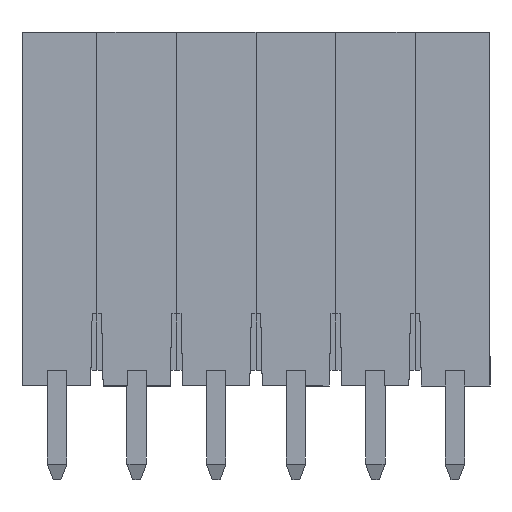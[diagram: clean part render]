
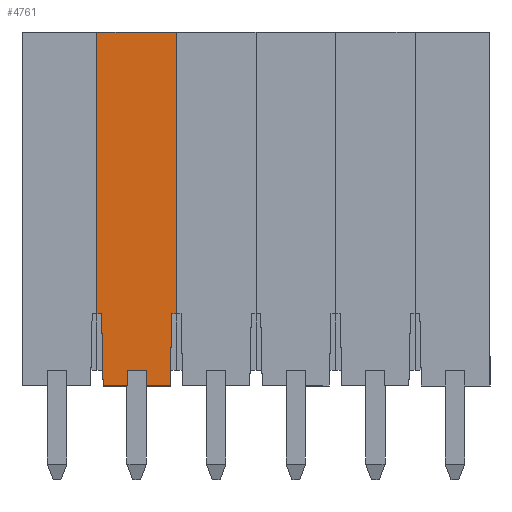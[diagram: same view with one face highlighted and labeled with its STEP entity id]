
A CAD part, front view. The second image highlights one B-rep face of the part: STEP entity #4761.
In plain terms, the highlighted face is planar.
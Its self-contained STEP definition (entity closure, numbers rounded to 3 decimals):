
#721=ORIENTED_EDGE('',*,*,#1357,.F.);
#722=ORIENTED_EDGE('',*,*,#1368,.T.);
#723=ORIENTED_EDGE('',*,*,#1369,.F.);
#724=ORIENTED_EDGE('',*,*,#1370,.F.);
#725=ORIENTED_EDGE('',*,*,#1371,.T.);
#726=ORIENTED_EDGE('',*,*,#1372,.F.);
#727=ORIENTED_EDGE('',*,*,#1373,.F.);
#728=ORIENTED_EDGE('',*,*,#1374,.F.);
#729=ORIENTED_EDGE('',*,*,#1375,.T.);
#730=ORIENTED_EDGE('',*,*,#1376,.F.);
#731=ORIENTED_EDGE('',*,*,#1377,.F.);
#732=ORIENTED_EDGE('',*,*,#1378,.F.);
#1357=EDGE_CURVE('',#1727,#1728,#2151,.T.);
#1368=EDGE_CURVE('',#1727,#1737,#2162,.T.);
#1369=EDGE_CURVE('',#1738,#1737,#2163,.T.);
#1370=EDGE_CURVE('',#1739,#1738,#2164,.T.);
#1371=EDGE_CURVE('',#1739,#1740,#2165,.T.);
#1372=EDGE_CURVE('',#1741,#1740,#2166,.T.);
#1373=EDGE_CURVE('',#1742,#1741,#2167,.T.);
#1374=EDGE_CURVE('',#1743,#1742,#2168,.T.);
#1375=EDGE_CURVE('',#1743,#1744,#2169,.T.);
#1376=EDGE_CURVE('',#1745,#1744,#2170,.T.);
#1377=EDGE_CURVE('',#1746,#1745,#2171,.T.);
#1378=EDGE_CURVE('',#1728,#1746,#2172,.T.);
#1727=VERTEX_POINT('',#6572);
#1728=VERTEX_POINT('',#6574);
#1737=VERTEX_POINT('',#6596);
#1738=VERTEX_POINT('',#6598);
#1739=VERTEX_POINT('',#6600);
#1740=VERTEX_POINT('',#6602);
#1741=VERTEX_POINT('',#6604);
#1742=VERTEX_POINT('',#6606);
#1743=VERTEX_POINT('',#6608);
#1744=VERTEX_POINT('',#6610);
#1745=VERTEX_POINT('',#6612);
#1746=VERTEX_POINT('',#6614);
#2151=LINE('',#6573,#2630);
#2162=LINE('',#6595,#2641);
#2163=LINE('',#6597,#2642);
#2164=LINE('',#6599,#2643);
#2165=LINE('',#6601,#2644);
#2166=LINE('',#6603,#2645);
#2167=LINE('',#6605,#2646);
#2168=LINE('',#6607,#2647);
#2169=LINE('',#6609,#2648);
#2170=LINE('',#6611,#2649);
#2171=LINE('',#6613,#2650);
#2172=LINE('',#6615,#2651);
#2630=VECTOR('',#5618,1000.);
#2641=VECTOR('',#5633,1000.);
#2642=VECTOR('',#5634,1000.);
#2643=VECTOR('',#5635,1000.);
#2644=VECTOR('',#5636,1000.);
#2645=VECTOR('',#5637,1000.);
#2646=VECTOR('',#5638,1000.);
#2647=VECTOR('',#5639,1000.);
#2648=VECTOR('',#5640,1000.);
#2649=VECTOR('',#5641,1000.);
#2650=VECTOR('',#5642,1000.);
#2651=VECTOR('',#5643,1000.);
#2915=EDGE_LOOP('',(#721,#722,#723,#724,#725,#726,#727,#728,#729,#730,#731,
#732));
#3105=FACE_BOUND('',#2915,.T.);
#3289=PLANE('',#4966);
#4761=ADVANCED_FACE('',(#3105),#3289,.T.);
#4966=AXIS2_PLACEMENT_3D('',#6594,#5631,#5632);
#5618=DIRECTION('',(-1.,0.,0.));
#5631=DIRECTION('',(0.,1.,0.));
#5632=DIRECTION('',(1.,0.,0.));
#5633=DIRECTION('',(0.,0.,-1.));
#5634=DIRECTION('',(1.,0.,0.));
#5635=DIRECTION('',(0.022,0.,1.));
#5636=DIRECTION('',(-1.,0.,0.));
#5637=DIRECTION('',(0.,0.,-1.));
#5638=DIRECTION('',(1.,0.,0.));
#5639=DIRECTION('',(0.,0.,1.));
#5640=DIRECTION('',(-1.,0.,0.));
#5641=DIRECTION('',(0.022,0.,-1.));
#5642=DIRECTION('',(1.,0.,0.));
#5643=DIRECTION('',(0.,0.,-1.));
#6572=CARTESIAN_POINT('',(25.95,5.,11.3));
#6573=CARTESIAN_POINT('',(30.88,5.,11.3));
#6574=CARTESIAN_POINT('',(23.41,5.,11.3));
#6594=CARTESIAN_POINT('',(21.02,5.,0.));
#6595=CARTESIAN_POINT('',(25.95,5.,11.3));
#6596=CARTESIAN_POINT('',(25.95,5.,2.3));
#6597=CARTESIAN_POINT('',(21.02,5.,2.3));
#6598=CARTESIAN_POINT('',(25.8,5.,2.3));
#6599=CARTESIAN_POINT('',(25.75,5.,0.));
#6600=CARTESIAN_POINT('',(25.75,5.,0.));
#6601=CARTESIAN_POINT('',(30.88,5.,0.));
#6602=CARTESIAN_POINT('',(24.98,5.,0.));
#6603=CARTESIAN_POINT('',(24.98,5.,0.));
#6604=CARTESIAN_POINT('',(24.98,5.,0.5));
#6605=CARTESIAN_POINT('',(21.02,5.,0.5));
#6606=CARTESIAN_POINT('',(24.38,5.,0.5));
#6607=CARTESIAN_POINT('',(24.38,5.,0.));
#6608=CARTESIAN_POINT('',(24.38,5.,0.));
#6609=CARTESIAN_POINT('',(30.88,5.,0.));
#6610=CARTESIAN_POINT('',(23.61,5.,0.));
#6611=CARTESIAN_POINT('',(23.61,5.,0.));
#6612=CARTESIAN_POINT('',(23.56,5.,2.3));
#6613=CARTESIAN_POINT('',(21.02,5.,2.3));
#6614=CARTESIAN_POINT('',(23.41,5.,2.3));
#6615=CARTESIAN_POINT('',(23.41,5.,11.3));
